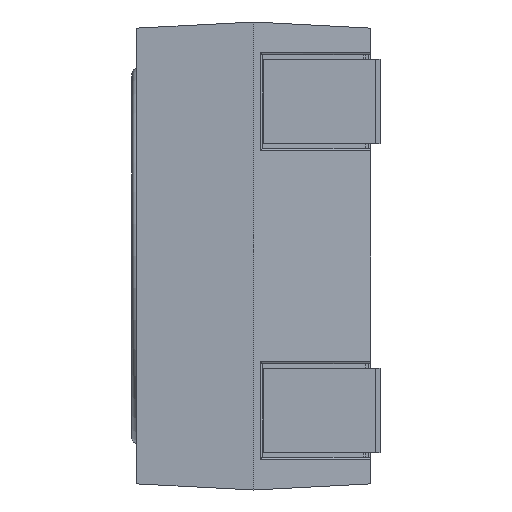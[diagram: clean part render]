
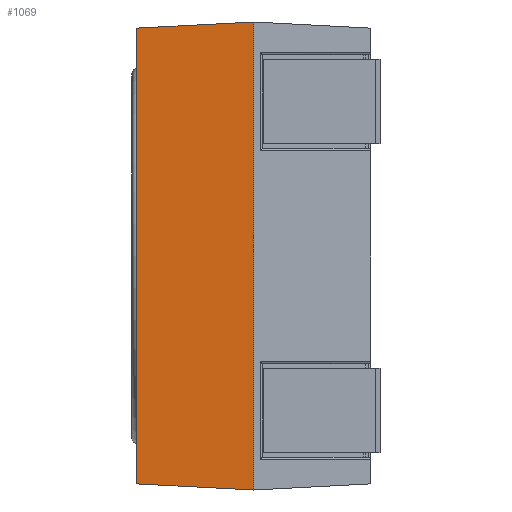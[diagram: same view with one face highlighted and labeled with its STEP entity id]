
A CAD part, left-side view. The second image highlights one B-rep face of the part: STEP entity #1069.
In plain terms, the highlighted planar face has unit normal (-0.999, 0.052, 0).
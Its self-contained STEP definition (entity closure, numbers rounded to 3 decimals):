
#54 = DIRECTION ( 'NONE',  ( 0.052, 0.997, -0.052 ) ) ;
#183 = DIRECTION ( 'NONE',  ( -0.999, 0.052, 0. ) ) ;
#469 = LINE ( 'NONE', #1894, #3507 ) ;
#560 = CARTESIAN_POINT ( 'NONE',  ( -2.5, 0., -2.5 ) ) ;
#739 = ORIENTED_EDGE ( 'NONE', *, *, #3160, .T. ) ;
#1069 = ADVANCED_FACE ( 'NONE', ( #3509 ), #5394, .T. ) ;
#1390 = CARTESIAN_POINT ( 'NONE',  ( -2.428, 1.377, -2.428 ) ) ;
#1460 = EDGE_CURVE ( 'NONE', #3705, #1777, #469, .T. ) ;
#1777 = VERTEX_POINT ( 'NONE', #2705 ) ;
#1814 = CARTESIAN_POINT ( 'NONE',  ( -2.434, 1.25, -2.434 ) ) ;
#1832 = LINE ( 'NONE', #6125, #5077 ) ;
#1849 = DIRECTION ( 'NONE',  ( 0., 0., 1. ) ) ;
#1894 = CARTESIAN_POINT ( 'NONE',  ( -2.434, 1.25, 2.5 ) ) ;
#1958 = VERTEX_POINT ( 'NONE', #560 ) ;
#2273 = ORIENTED_EDGE ( 'NONE', *, *, #4390, .F. ) ;
#2705 = CARTESIAN_POINT ( 'NONE',  ( -2.434, 1.25, 2.434 ) ) ;
#3160 = EDGE_CURVE ( 'NONE', #5911, #1777, #1832, .T. ) ;
#3473 = CARTESIAN_POINT ( 'NONE',  ( -2.434, 1.25, 0. ) ) ;
#3507 = VECTOR ( 'NONE', #1849, 1000. ) ;
#3509 = FACE_OUTER_BOUND ( 'NONE', #3692, .T. ) ;
#3692 = EDGE_LOOP ( 'NONE', ( #739, #4391, #2273, #4294 ) ) ;
#3705 = VERTEX_POINT ( 'NONE', #1814 ) ;
#4007 = AXIS2_PLACEMENT_3D ( 'NONE', #3473, #183, #5862 ) ;
#4236 = LINE ( 'NONE', #4737, #6207 ) ;
#4294 = ORIENTED_EDGE ( 'NONE', *, *, #4879, .F. ) ;
#4390 = EDGE_CURVE ( 'NONE', #1958, #3705, #4790, .T. ) ;
#4391 = ORIENTED_EDGE ( 'NONE', *, *, #1460, .F. ) ;
#4737 = CARTESIAN_POINT ( 'NONE',  ( -2.5, 0., -2.5 ) ) ;
#4790 = LINE ( 'NONE', #1390, #5759 ) ;
#4879 = EDGE_CURVE ( 'NONE', #5911, #1958, #4236, .T. ) ;
#5077 = VECTOR ( 'NONE', #54, 1000. ) ;
#5192 = CARTESIAN_POINT ( 'NONE',  ( -2.5, 0., 2.5 ) ) ;
#5394 = PLANE ( 'NONE',  #4007 ) ;
#5722 = DIRECTION ( 'NONE',  ( 0.052, 0.997, 0.052 ) ) ;
#5759 = VECTOR ( 'NONE', #5722, 1000. ) ;
#5785 = DIRECTION ( 'NONE',  ( 0., 0., -1. ) ) ;
#5862 = DIRECTION ( 'NONE',  ( 0., 0., -1. ) ) ;
#5911 = VERTEX_POINT ( 'NONE', #5192 ) ;
#6125 = CARTESIAN_POINT ( 'NONE',  ( -2.428, 1.377, 2.428 ) ) ;
#6207 = VECTOR ( 'NONE', #5785, 1000. ) ;
